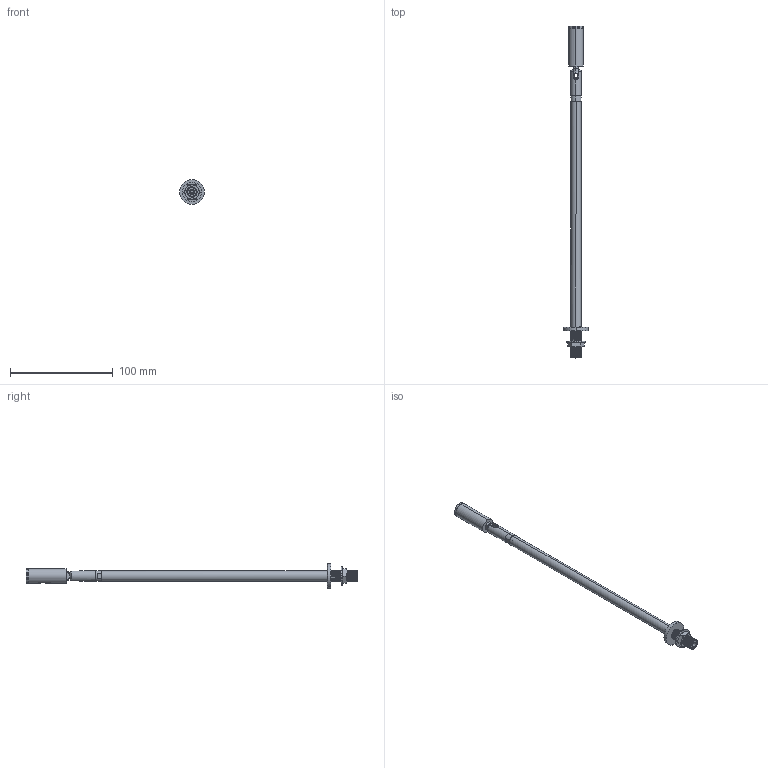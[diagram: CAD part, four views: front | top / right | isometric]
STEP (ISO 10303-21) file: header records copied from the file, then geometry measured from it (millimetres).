
FILE_DESCRIPTION (( 'STEP AP203' ), '1' );
FILE_NAME ('ÉäµÆ3.STEP', '2023-03-21T06:15:38', ( '' ), ( '' ), 'SwSTEP 2.0', 'SolidWorks 2018', '' );
FILE_SCHEMA (( 'CONFIG_CONTROL_DESIGN' ));
Length unit declared in the file: millimetre
Products named in the file (15): 蛌雄盓殤菁釱1; 掛极蟀諉釱; 蛌雄盓殤; 腑欶1; 菁釱揤啣; 粟銅; 腑欶傷裔; 蕾裝1; M4す菜え; 腑啣1; 鞠褒蹟譫M10; 縐銅; 扞腑3; 幗紩; M10す菜え
Assembly tree (14 placements, depth 2):
  扞腑3
    蕾裝1
    蛌雄盓殤
    蛌雄盓殤菁釱1
    掛极蟀諉釱
    縐銅
    幗紩
    粟銅
    M4す菜え
    菁釱揤啣
    腑欶1
    腑啣1
    腑欶傷裔
    M10す菜え
    鞠褒蹟譫M10
Bounding box: 24.2 x 323.6 x 24.2 mm (x, y, z)
Volume: 21164.3 mm3; surface area: 24026.7 mm2
Topology: 19 solids, 19 shells, 355 faces, 906 edges, 592 vertices
Faces by surface type: cylinder 177, plane 114, cone 24, sphere 14, torus 14, bspline 12
Entity records: 20359 total; most frequent: CARTESIAN_POINT 10785, ORIENTED_EDGE 1794, DIRECTION 1571, EDGE_CURVE 897, AXIS2_PLACEMENT_3D 603, VERTEX_POINT 587, EDGE_LOOP 382, VECTOR 365
